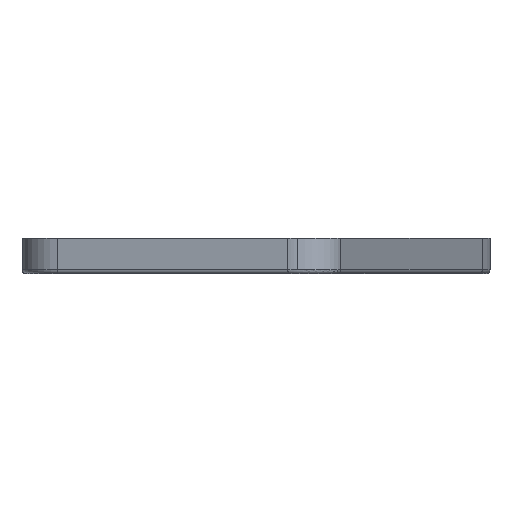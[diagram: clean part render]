
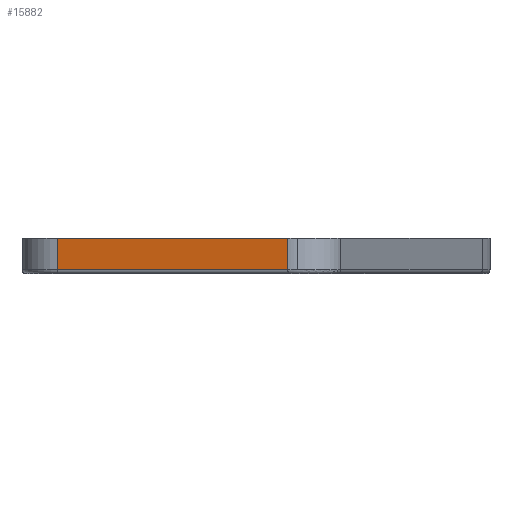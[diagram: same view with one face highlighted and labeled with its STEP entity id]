
A CAD part, left-side view. The second image highlights one B-rep face of the part: STEP entity #15882.
In plain terms, the highlighted planar face has unit normal (-0.978, 0.208, 0).
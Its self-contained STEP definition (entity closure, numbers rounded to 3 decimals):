
#671 = PLANE ( 'NONE',  #13812 ) ;
#954 = CARTESIAN_POINT ( 'NONE',  ( -0.78, 67.276, 1. ) ) ;
#2288 = EDGE_CURVE ( 'NONE', #6464, #17668, #2319, .T. ) ;
#2319 = LINE ( 'NONE', #18371, #7412 ) ;
#2438 = DIRECTION ( 'NONE',  ( 0.208, 0.978, 0. ) ) ;
#2550 = VERTEX_POINT ( 'NONE', #8643 ) ;
#3697 = LINE ( 'NONE', #6901, #19360 ) ;
#4994 = EDGE_CURVE ( 'NONE', #13816, #2550, #3697, .T. ) ;
#5756 = LINE ( 'NONE', #18585, #15030 ) ;
#6309 = ORIENTED_EDGE ( 'NONE', *, *, #13543, .T. ) ;
#6464 = VERTEX_POINT ( 'NONE', #20358 ) ;
#6901 = CARTESIAN_POINT ( 'NONE',  ( -13.275, 8.491, 9. ) ) ;
#7102 = CARTESIAN_POINT ( 'NONE',  ( -14.428, 3.067, 9. ) ) ;
#7187 = CARTESIAN_POINT ( 'NONE',  ( -13.275, 8.491, 9. ) ) ;
#7412 = VECTOR ( 'NONE', #15132, 1000. ) ;
#8643 = CARTESIAN_POINT ( 'NONE',  ( -13.275, 8.491, 1. ) ) ;
#10120 = DIRECTION ( 'NONE',  ( 0.978, -0.208, 0. ) ) ;
#10330 = VECTOR ( 'NONE', #15672, 1000. ) ;
#10576 = EDGE_CURVE ( 'NONE', #6464, #13816, #12109, .T. ) ;
#11123 = ORIENTED_EDGE ( 'NONE', *, *, #2288, .T. ) ;
#11714 = DIRECTION ( 'NONE',  ( 0., 0., -1. ) ) ;
#12109 = LINE ( 'NONE', #18475, #10330 ) ;
#12113 = DIRECTION ( 'NONE',  ( -0.208, -0.978, 0. ) ) ;
#13543 = EDGE_CURVE ( 'NONE', #17668, #2550, #5756, .T. ) ;
#13812 = AXIS2_PLACEMENT_3D ( 'NONE', #7102, #10120, #2438 ) ;
#13816 = VERTEX_POINT ( 'NONE', #7187 ) ;
#14464 = EDGE_LOOP ( 'NONE', ( #11123, #6309, #19078, #18677 ) ) ;
#15030 = VECTOR ( 'NONE', #12113, 1000. ) ;
#15132 = DIRECTION ( 'NONE',  ( 0., 0., -1. ) ) ;
#15143 = FACE_OUTER_BOUND ( 'NONE', #14464, .T. ) ;
#15672 = DIRECTION ( 'NONE',  ( -0.208, -0.978, 0. ) ) ;
#15882 = ADVANCED_FACE ( 'NONE', ( #15143 ), #671, .F. ) ;
#17668 = VERTEX_POINT ( 'NONE', #954 ) ;
#18371 = CARTESIAN_POINT ( 'NONE',  ( -0.78, 67.276, 9. ) ) ;
#18475 = CARTESIAN_POINT ( 'NONE',  ( -14.428, 3.067, 9. ) ) ;
#18585 = CARTESIAN_POINT ( 'NONE',  ( -14.428, 3.067, 1. ) ) ;
#18677 = ORIENTED_EDGE ( 'NONE', *, *, #10576, .F. ) ;
#19078 = ORIENTED_EDGE ( 'NONE', *, *, #4994, .F. ) ;
#19360 = VECTOR ( 'NONE', #11714, 1000. ) ;
#20358 = CARTESIAN_POINT ( 'NONE',  ( -0.78, 67.276, 9. ) ) ;
